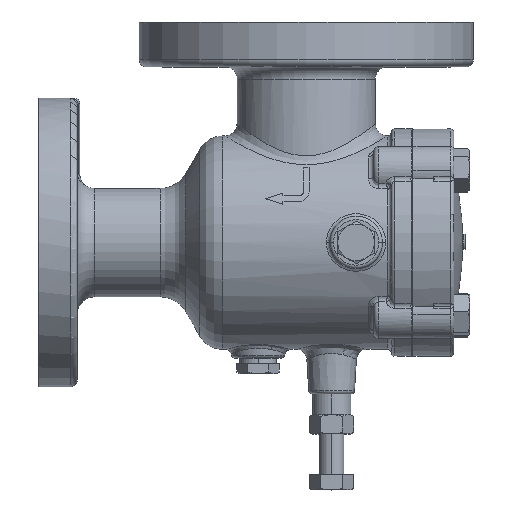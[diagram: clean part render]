
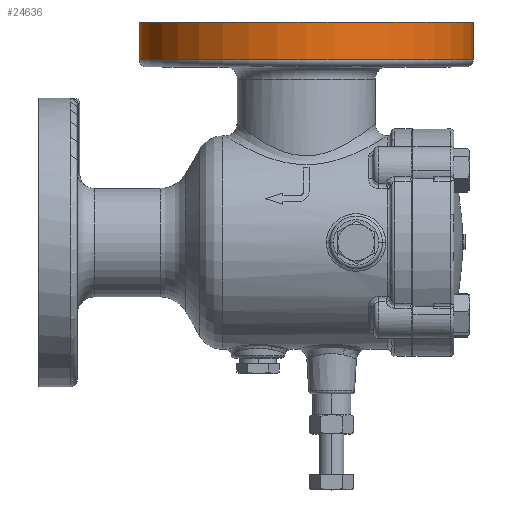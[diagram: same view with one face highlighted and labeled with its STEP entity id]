
A CAD part, top view. The second image highlights one B-rep face of the part: STEP entity #24636.
In plain terms, the highlighted cylindrical face has radius 95.5 mm (diameter 191 mm), a partial arc.
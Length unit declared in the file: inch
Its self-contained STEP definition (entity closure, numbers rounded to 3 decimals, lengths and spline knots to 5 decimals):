
#595 = CARTESIAN_POINT ( 'NONE',  ( -3.75984, 4.96063, 0. ) ) ;
#2306 = CYLINDRICAL_SURFACE ( 'NONE', #32870, 3.75984 ) ;
#2680 = LINE ( 'NONE', #38645, #12510 ) ;
#4101 = CARTESIAN_POINT ( 'NONE',  ( 0., 4.11417, 0. ) ) ;
#4477 = CARTESIAN_POINT ( 'NONE',  ( 3.75984, 4.11417, 0. ) ) ;
#5533 = DIRECTION ( 'NONE',  ( -1., 0., 0. ) ) ;
#5721 = CARTESIAN_POINT ( 'NONE',  ( 0., 4.96063, 0. ) ) ;
#7572 = FACE_OUTER_BOUND ( 'NONE', #15976, .T. ) ;
#7911 = LINE ( 'NONE', #37469, #30166 ) ;
#8320 = DIRECTION ( 'NONE',  ( -1., 0., 0. ) ) ;
#9956 = DIRECTION ( 'NONE',  ( -1., 0., 0. ) ) ;
#11343 = ORIENTED_EDGE ( 'NONE', *, *, #34442, .F. ) ;
#11392 = VERTEX_POINT ( 'NONE', #14570 ) ;
#11760 = AXIS2_PLACEMENT_3D ( 'NONE', #5721, #35021, #9956 ) ;
#11881 = ORIENTED_EDGE ( 'NONE', *, *, #15514, .T. ) ;
#12386 = DIRECTION ( 'NONE',  ( 0., 1., 0. ) ) ;
#12510 = VECTOR ( 'NONE', #30227, 39.37008 ) ;
#14570 = CARTESIAN_POINT ( 'NONE',  ( 3.75984, 4.96063, 0. ) ) ;
#15514 = EDGE_CURVE ( 'NONE', #39296, #48725, #53287, .T. ) ;
#15976 = EDGE_LOOP ( 'NONE', ( #11881, #37510, #11343, #19709 ) ) ;
#16553 = EDGE_CURVE ( 'NONE', #48725, #11392, #7911, .T. ) ;
#19709 = ORIENTED_EDGE ( 'NONE', *, *, #25993, .F. ) ;
#24461 = VERTEX_POINT ( 'NONE', #595 ) ;
#24636 = ADVANCED_FACE ( 'NONE', ( #7572 ), #2306, .T. ) ;
#25993 = EDGE_CURVE ( 'NONE', #39296, #24461, #2680, .T. ) ;
#30166 = VECTOR ( 'NONE', #12386, 39.37008 ) ;
#30227 = DIRECTION ( 'NONE',  ( 0., 1., 0. ) ) ;
#32870 = AXIS2_PLACEMENT_3D ( 'NONE', #51304, #34637, #5533 ) ;
#33385 = DIRECTION ( 'NONE',  ( 0., 1., 0. ) ) ;
#34442 = EDGE_CURVE ( 'NONE', #24461, #11392, #53098, .T. ) ;
#34637 = DIRECTION ( 'NONE',  ( 0., 1., 0. ) ) ;
#35021 = DIRECTION ( 'NONE',  ( 0., 1., 0. ) ) ;
#37469 = CARTESIAN_POINT ( 'NONE',  ( 3.75984, 4.96063, 0. ) ) ;
#37510 = ORIENTED_EDGE ( 'NONE', *, *, #16553, .T. ) ;
#38645 = CARTESIAN_POINT ( 'NONE',  ( -3.75984, 4.96063, 0. ) ) ;
#39296 = VERTEX_POINT ( 'NONE', #44920 ) ;
#44920 = CARTESIAN_POINT ( 'NONE',  ( -3.75984, 4.11417, 0. ) ) ;
#48725 = VERTEX_POINT ( 'NONE', #4477 ) ;
#51304 = CARTESIAN_POINT ( 'NONE',  ( 0., 4.96063, 0. ) ) ;
#52860 = AXIS2_PLACEMENT_3D ( 'NONE', #4101, #33385, #8320 ) ;
#53098 = CIRCLE ( 'NONE', #11760, 3.75984 ) ;
#53287 = CIRCLE ( 'NONE', #52860, 3.75984 ) ;
